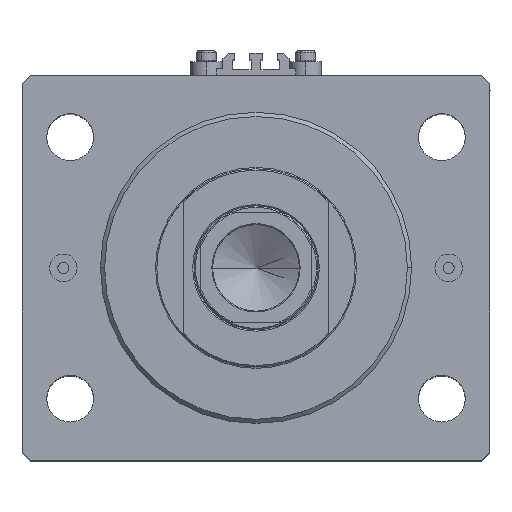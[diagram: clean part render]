
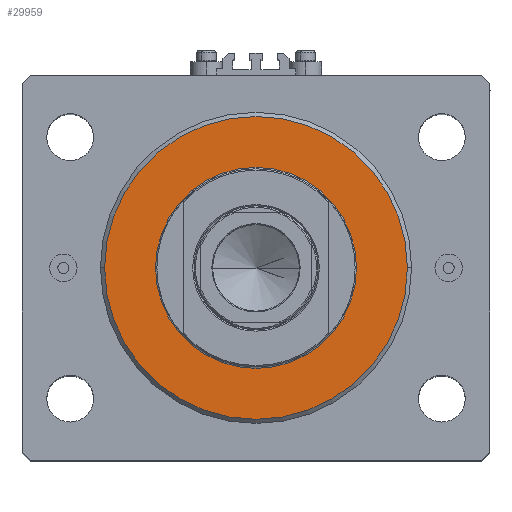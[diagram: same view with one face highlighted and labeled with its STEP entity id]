
A CAD part, top view. The second image highlights one B-rep face of the part: STEP entity #29959.
In plain terms, the highlighted face is planar.
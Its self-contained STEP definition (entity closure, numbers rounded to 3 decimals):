
#1003 = EDGE_LOOP ( 'NONE', ( #14759, #25213 ) ) ;
#1162 = DIRECTION ( 'NONE',  ( 0., 0., 1. ) ) ;
#2376 = EDGE_CURVE ( 'NONE', #36250, #36956, #33137, .T. ) ;
#2527 = CARTESIAN_POINT ( 'NONE',  ( 36.5, 0., 0. ) ) ;
#4116 = EDGE_CURVE ( 'NONE', #36956, #36250, #12608, .T. ) ;
#4143 = CARTESIAN_POINT ( 'NONE',  ( -36.5, 0., 0. ) ) ;
#7189 = DIRECTION ( 'NONE',  ( 0., 0., -1. ) ) ;
#7379 = CARTESIAN_POINT ( 'NONE',  ( 0., 0., 0. ) ) ;
#7440 = DIRECTION ( 'NONE',  ( 0., 0., -1. ) ) ;
#9096 = VERTEX_POINT ( 'NONE', #12660 ) ;
#11269 = CARTESIAN_POINT ( 'NONE',  ( 0., 0., 0. ) ) ;
#12107 = ORIENTED_EDGE ( 'NONE', *, *, #31244, .T. ) ;
#12174 = CARTESIAN_POINT ( 'NONE',  ( 0., 0., 0. ) ) ;
#12608 = CIRCLE ( 'NONE', #17174, 36.5 ) ;
#12660 = CARTESIAN_POINT ( 'NONE',  ( 55., 0., 0. ) ) ;
#13768 = DIRECTION ( 'NONE',  ( 1., 0., 0. ) ) ;
#14651 = ORIENTED_EDGE ( 'NONE', *, *, #43575, .T. ) ;
#14759 = ORIENTED_EDGE ( 'NONE', *, *, #2376, .T. ) ;
#17174 = AXIS2_PLACEMENT_3D ( 'NONE', #11269, #25808, #13768 ) ;
#18172 = DIRECTION ( 'NONE',  ( 1., 0., 0. ) ) ;
#20033 = FACE_BOUND ( 'NONE', #1003, .T. ) ;
#21927 = DIRECTION ( 'NONE',  ( 0., 0., 1. ) ) ;
#22669 = DIRECTION ( 'NONE',  ( 1., 0., 0. ) ) ;
#23353 = AXIS2_PLACEMENT_3D ( 'NONE', #32704, #7189, #18172 ) ;
#25213 = ORIENTED_EDGE ( 'NONE', *, *, #4116, .T. ) ;
#25808 = DIRECTION ( 'NONE',  ( 0., 0., 1. ) ) ;
#25871 = CIRCLE ( 'NONE', #42624, 55. ) ;
#26023 = DIRECTION ( 'NONE',  ( 1., 0., 0. ) ) ;
#29087 = DIRECTION ( 'NONE',  ( 1., 0., 0. ) ) ;
#29959 = ADVANCED_FACE ( 'NONE', ( #20033, #33870 ), #41047, .F. ) ;
#30106 = AXIS2_PLACEMENT_3D ( 'NONE', #7379, #21927, #29087 ) ;
#31244 = EDGE_CURVE ( 'NONE', #34310, #9096, #25871, .T. ) ;
#32691 = AXIS2_PLACEMENT_3D ( 'NONE', #12174, #1162, #22669 ) ;
#32704 = CARTESIAN_POINT ( 'NONE',  ( 0., 0., 0. ) ) ;
#33137 = CIRCLE ( 'NONE', #30106, 36.5 ) ;
#33870 = FACE_OUTER_BOUND ( 'NONE', #46626, .T. ) ;
#34310 = VERTEX_POINT ( 'NONE', #35909 ) ;
#34751 = CIRCLE ( 'NONE', #23353, 55. ) ;
#35909 = CARTESIAN_POINT ( 'NONE',  ( -55., 0., 0. ) ) ;
#36250 = VERTEX_POINT ( 'NONE', #2527 ) ;
#36956 = VERTEX_POINT ( 'NONE', #4143 ) ;
#40120 = CARTESIAN_POINT ( 'NONE',  ( 0., 0., 0. ) ) ;
#41047 = PLANE ( 'NONE',  #32691 ) ;
#42624 = AXIS2_PLACEMENT_3D ( 'NONE', #40120, #7440, #26023 ) ;
#43575 = EDGE_CURVE ( 'NONE', #9096, #34310, #34751, .T. ) ;
#46626 = EDGE_LOOP ( 'NONE', ( #14651, #12107 ) ) ;
